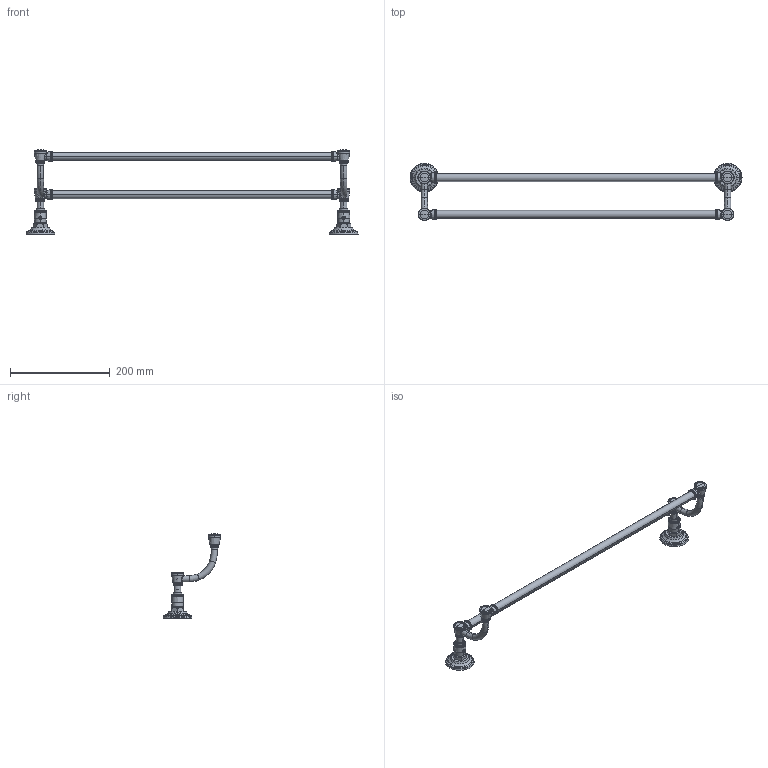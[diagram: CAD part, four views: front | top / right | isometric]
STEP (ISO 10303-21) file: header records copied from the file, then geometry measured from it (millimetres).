
FILE_DESCRIPTION((''),'2;1');
FILE_NAME('ASM0001_ASM','2014-10-15T',('rsmith'),(''),'PRO/ENGINEER BY PARAMETRIC TECHNOLOGY CORPORATION, 2013150','PRO/ENGINEER BY PARAMETRIC TECHNOLOGY CORPORATION, 2013150','');
FILE_SCHEMA(('CONFIG_CONTROL_DESIGN'));
Length unit declared in the file: inch
Products named in the file (14): 40553_1; 40544_1; 40550_1; 40546_1; 7-714_ASM_1_ASM; 92031_1; 40545_1; 7-715_ASM_1_ASM; 40531_1; 92125_1; 91577_1; 40554_1; 4822-24_ASM_1_ASM; ASM0001_ASM
Assembly tree (27 placements, depth 4):
  ASM0001_ASM
    4822-24_ASM_1_ASM
      40553_1  x2
      7-714_ASM_1_ASM
        40544_1
        40550_1
        40546_1
      92031_1  x2
      7-715_ASM_1_ASM
        40545_1
        40550_1
        40546_1
      40531_1  x4
      92125_1  x4
      91577_1  x4
      40554_1  x2
Bounding box: 667.29 x 115.67 x 169.39 mm (x, y, z)
Volume: 162913.7 mm3; surface area: 253028.7 mm2
Topology: 24 solids, 40 shells, 1698 faces, 3930 edges, 2576 vertices
Faces by surface type: plane 734, cylinder 355, torus 194, bspline 190, cone 167, revolution 56, extrusion 2
Entity records: 59891 total; most frequent: CARTESIAN_POINT 34069, ORIENTED_EDGE 5298, DIRECTION 4436, EDGE_CURVE 2777, VERTEX_POINT 1860, AXIS2_PLACEMENT_3D 1857, EDGE_LOOP 1635, B_SPLINE_CURVE_WITH_KNOTS 1406
